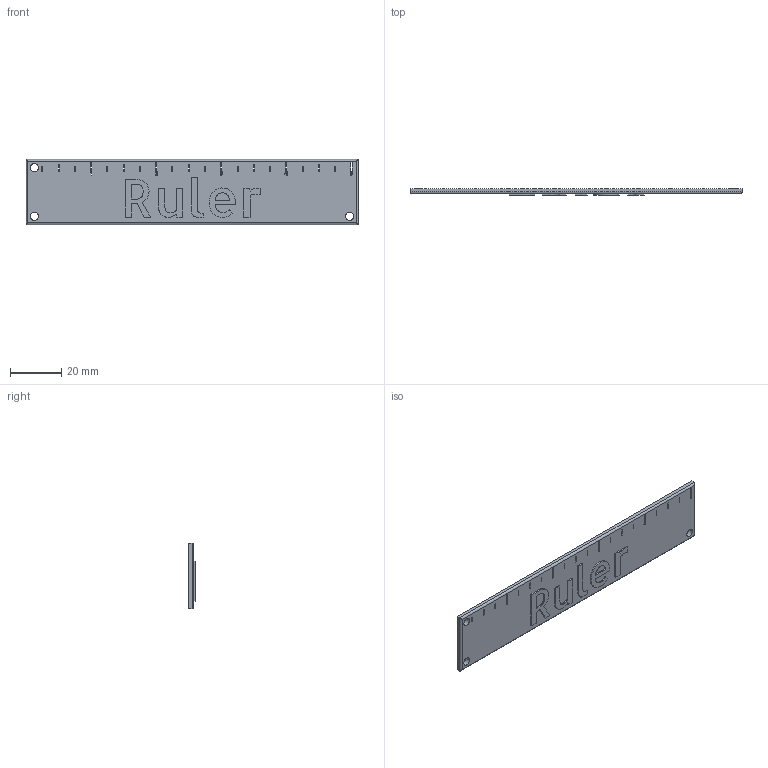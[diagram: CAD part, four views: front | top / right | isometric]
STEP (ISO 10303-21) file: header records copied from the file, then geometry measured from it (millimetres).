
FILE_DESCRIPTION(/* description */ ('STEP AP242','CAx-IF Rec.Pracs.---Representation and Presentation of Product Manufacturing Information (PMI)---4.0---2014-10-13','CAx-IF Rec.Pracs.---3D Tessellated Geometry---0.4---2014-09-14','2;1'),/* implementation_level */ '2;1');
FILE_NAME(/* name */ '668358328b62da6300a16049',/* time_stamp */ '2024-07-02T01:30:27Z',/* author */ (''),/* organization */ (''),/* preprocessor_version */ 'ST-DEVELOPER v20',/* originating_system */ ' ',/* authorisation */ ' ');
FILE_SCHEMA (('AP242_MANAGED_MODEL_BASED_3D_ENGINEERING_MIM_LF { 1 0 10303 442 1 1 4 }'));
Length unit declared in the file: metre
Products named in the file (2): Part 2; Part 1
Bounding box: 129.54 x 2.51 x 25.4 mm (x, y, z)
Volume: 6589.8 mm3; surface area: 7504.2 mm2
Topology: 2 solids, 2 shells, 360 faces, 1043 edges, 694 vertices
Faces by surface type: bspline 188, plane 165, cylinder 7
Full cylindrical faces by diameter (mm): 3.206 x3
Entity records: 12481 total; most frequent: CARTESIAN_POINT 4164, ORIENTED_EDGE 2080, EDGE_CURVE 1040, DIRECTION 1022, VERTEX_POINT 694, LINE 654, VECTOR 654, EDGE_LOOP 416
